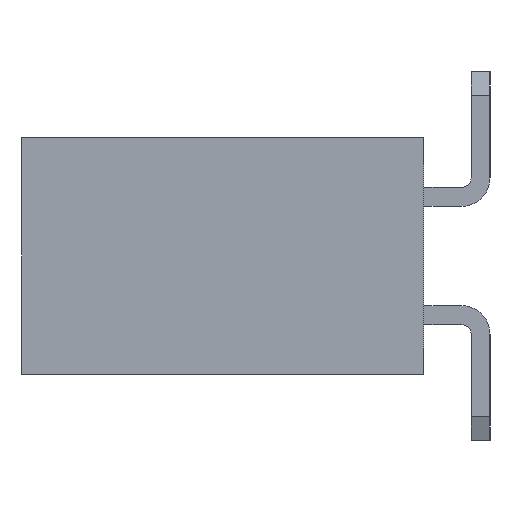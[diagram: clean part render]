
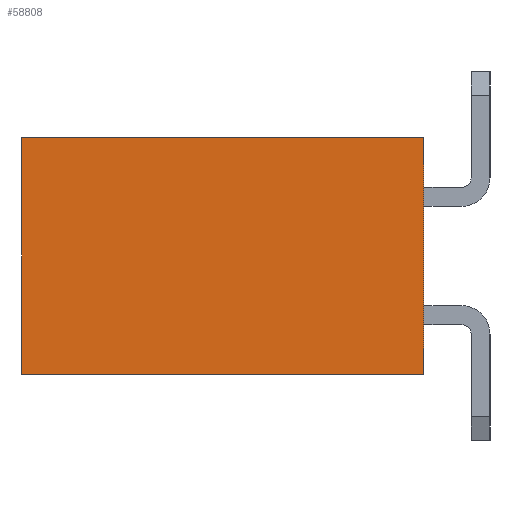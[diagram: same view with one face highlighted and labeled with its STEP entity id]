
A CAD part, left-side view. The second image highlights one B-rep face of the part: STEP entity #58808.
In plain terms, the highlighted planar face has unit normal (-1, 0, 0).
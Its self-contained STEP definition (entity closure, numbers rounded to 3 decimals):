
#35=CARTESIAN_POINT('',(27.94,0.,1.25));
#36=VERTEX_POINT('',#35);
#59=CARTESIAN_POINT('',(27.94,8.5,1.25));
#60=VERTEX_POINT('',#59);
#70=CARTESIAN_POINT('',(27.94,0.,1.25));
#71=CARTESIAN_POINT('',(27.94,1.7,1.25));
#72=CARTESIAN_POINT('',(27.94,3.4,1.25));
#73=CARTESIAN_POINT('',(27.94,5.1,1.25));
#74=CARTESIAN_POINT('',(27.94,6.8,1.25));
#75=CARTESIAN_POINT('',(27.94,8.5,1.25));
#76=B_SPLINE_CURVE_WITH_KNOTS('',5,(#70,#71,#72,#73,#74,#75),.UNSPECIFIED.,.F.,.U.,(6,6),(0.,8.5),.UNSPECIFIED.);
#77=EDGE_CURVE('',#36,#60,#76,.T.);
#99=CARTESIAN_POINT('',(27.94,8.5,-3.75));
#100=VERTEX_POINT('',#99);
#110=CARTESIAN_POINT('',(27.94,8.5,1.25));
#111=CARTESIAN_POINT('',(27.94,8.5,0.25));
#112=CARTESIAN_POINT('',(27.94,8.5,-0.75));
#113=CARTESIAN_POINT('',(27.94,8.5,-1.75));
#114=CARTESIAN_POINT('',(27.94,8.5,-2.75));
#115=CARTESIAN_POINT('',(27.94,8.5,-3.75));
#116=B_SPLINE_CURVE_WITH_KNOTS('',5,(#110,#111,#112,#113,#114,#115),.UNSPECIFIED.,.F.,.U.,(6,6),(0.,5.),.UNSPECIFIED.);
#117=EDGE_CURVE('',#60,#100,#116,.T.);
#955=CARTESIAN_POINT('',(27.94,0.,-3.75));
#956=VERTEX_POINT('',#955);
#968=CARTESIAN_POINT('',(27.94,8.5,-3.75));
#969=CARTESIAN_POINT('',(27.94,6.8,-3.75));
#970=CARTESIAN_POINT('',(27.94,5.1,-3.75));
#971=CARTESIAN_POINT('',(27.94,3.4,-3.75));
#972=CARTESIAN_POINT('',(27.94,1.7,-3.75));
#973=CARTESIAN_POINT('',(27.94,0.,-3.75));
#974=B_SPLINE_CURVE_WITH_KNOTS('',5,(#968,#969,#970,#971,#972,#973),.UNSPECIFIED.,.F.,.U.,(6,6),(0.,8.5),.UNSPECIFIED.);
#975=EDGE_CURVE('',#100,#956,#974,.T.);
#58770=CARTESIAN_POINT('',(27.94,4.25,-1.25));
#58771=DIRECTION('',(0.,0.,1.));
#58772=DIRECTION('',(-1.,0.,0.));
#58773=AXIS2_PLACEMENT_3D('',#58770,#58772,#58771);
#58774=PLANE('',#58773);
#58775=ORIENTED_EDGE('',*,*,#117,.T.);
#58776=ORIENTED_EDGE('',*,*,#975,.T.);
#58777=CARTESIAN_POINT('',(27.94,0.,-3.175));
#58778=VERTEX_POINT('',#58777);
#58779=CARTESIAN_POINT('',(27.94,0.,-3.175));
#58780=CARTESIAN_POINT('',(27.94,0.,-3.29));
#58781=CARTESIAN_POINT('',(27.94,0.,-3.405));
#58782=CARTESIAN_POINT('',(27.94,0.,-3.52));
#58783=CARTESIAN_POINT('',(27.94,0.,-3.635));
#58784=CARTESIAN_POINT('',(27.94,0.,-3.75));
#58785=B_SPLINE_CURVE_WITH_KNOTS('',5,(#58779,#58780,#58781,#58782,#58783,#58784),.UNSPECIFIED.,.F.,.U.,(6,6),(0.,0.575),.UNSPECIFIED.);
#58786=EDGE_CURVE('',#58778,#956,#58785,.T.);
#58787=ORIENTED_EDGE('',*,*,#58786,.F.);
#58788=CARTESIAN_POINT('',(27.94,0.,0.675));
#58789=VERTEX_POINT('',#58788);
#58790=CARTESIAN_POINT('',(27.94,0.,0.675));
#58791=DIRECTION('',(0.,0.,-1.));
#58792=VECTOR('',#58791,3.85);
#58793=LINE('',#58790,#58792);
#58794=EDGE_CURVE('',#58789,#58778,#58793,.T.);
#58795=ORIENTED_EDGE('',*,*,#58794,.F.);
#58796=CARTESIAN_POINT('',(27.94,0.,0.675));
#58797=CARTESIAN_POINT('',(27.94,0.,0.79));
#58798=CARTESIAN_POINT('',(27.94,0.,0.905));
#58799=CARTESIAN_POINT('',(27.94,0.,1.02));
#58800=CARTESIAN_POINT('',(27.94,0.,1.135));
#58801=CARTESIAN_POINT('',(27.94,0.,1.25));
#58802=B_SPLINE_CURVE_WITH_KNOTS('',5,(#58796,#58797,#58798,#58799,#58800,#58801),.UNSPECIFIED.,.F.,.U.,(6,6),(0.,0.575),.UNSPECIFIED.);
#58803=EDGE_CURVE('',#58789,#36,#58802,.T.);
#58804=ORIENTED_EDGE('',*,*,#58803,.T.);
#58805=ORIENTED_EDGE('',*,*,#77,.T.);
#58806=EDGE_LOOP('',(#58775,#58776,#58787,#58795,#58804,#58805));
#58807=FACE_OUTER_BOUND('',#58806,.T.);
#58808=ADVANCED_FACE('',(#58807),#58774,.T.);
